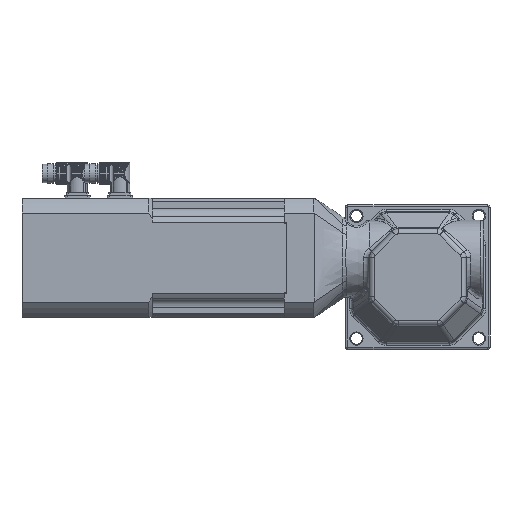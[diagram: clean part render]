
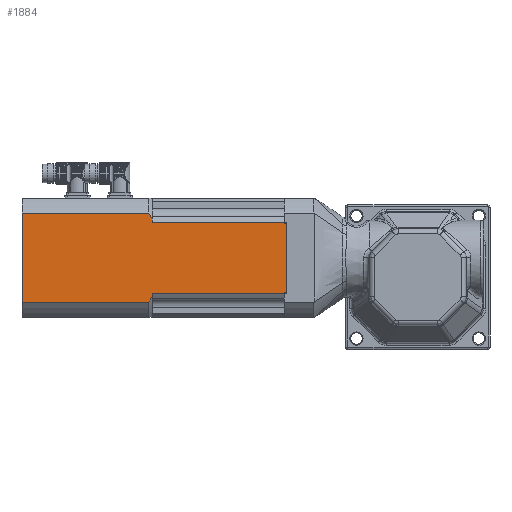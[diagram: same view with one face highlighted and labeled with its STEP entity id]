
A CAD part, left-side view. The second image highlights one B-rep face of the part: STEP entity #1884.
In plain terms, the highlighted planar face has unit normal (-1, 0, 0).
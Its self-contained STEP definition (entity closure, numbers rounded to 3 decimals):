
#1884=ADVANCED_FACE('',(#2987),#2812,.T.);
#2812=PLANE('',#14674);
#2987=FACE_OUTER_BOUND('',#3853,.T.);
#3853=EDGE_LOOP('',(#5627,#5628,#5629,#5630,#5631,#5632,#5633,#5634,#5635,
#5636));
#4915=B_SPLINE_CURVE_WITH_KNOTS('',3,(#19855,#19856,#19857,#19858),.UNSPECIFIED.,
.F.,.F.,(4,4),(0.,1.),.UNSPECIFIED.);
#4916=B_SPLINE_CURVE_WITH_KNOTS('',3,(#19870,#19871,#19872,#19873),.UNSPECIFIED.,
.F.,.F.,(4,4),(0.,1.),.UNSPECIFIED.);
#5627=ORIENTED_EDGE('',*,*,#11257,.T.);
#5628=ORIENTED_EDGE('',*,*,#11258,.T.);
#5629=ORIENTED_EDGE('',*,*,#11259,.T.);
#5630=ORIENTED_EDGE('',*,*,#11260,.F.);
#5631=ORIENTED_EDGE('',*,*,#11261,.T.);
#5632=ORIENTED_EDGE('',*,*,#11262,.F.);
#5633=ORIENTED_EDGE('',*,*,#11263,.T.);
#5634=ORIENTED_EDGE('',*,*,#11264,.T.);
#5635=ORIENTED_EDGE('',*,*,#11265,.T.);
#5636=ORIENTED_EDGE('',*,*,#11266,.F.);
#9891=VERTEX_POINT('',#19853);
#9892=VERTEX_POINT('',#19854);
#9893=VERTEX_POINT('',#19859);
#9894=VERTEX_POINT('',#19861);
#9895=VERTEX_POINT('',#19863);
#9896=VERTEX_POINT('',#19865);
#9897=VERTEX_POINT('',#19867);
#9898=VERTEX_POINT('',#19869);
#9899=VERTEX_POINT('',#19874);
#9900=VERTEX_POINT('',#19876);
#11257=EDGE_CURVE('',#9891,#9892,#13389,.T.);
#11258=EDGE_CURVE('',#9892,#9893,#4915,.T.);
#11259=EDGE_CURVE('',#9893,#9894,#13390,.T.);
#11260=EDGE_CURVE('',#9895,#9894,#13391,.T.);
#11261=EDGE_CURVE('',#9895,#9896,#13392,.T.);
#11262=EDGE_CURVE('',#9897,#9896,#13393,.T.);
#11263=EDGE_CURVE('',#9897,#9898,#13394,.T.);
#11264=EDGE_CURVE('',#9898,#9899,#4916,.T.);
#11265=EDGE_CURVE('',#9899,#9900,#13395,.T.);
#11266=EDGE_CURVE('',#9891,#9900,#13396,.T.);
#13389=LINE('',#19852,#14031);
#13390=LINE('',#19860,#14032);
#13391=LINE('',#19862,#14033);
#13392=LINE('',#19864,#14034);
#13393=LINE('',#19866,#14035);
#13394=LINE('',#19868,#14036);
#13395=LINE('',#19875,#14037);
#13396=LINE('',#19877,#14038);
#14031=VECTOR('',#16187,1.);
#14032=VECTOR('',#16188,1.);
#14033=VECTOR('',#16189,1.);
#14034=VECTOR('',#16190,1.);
#14035=VECTOR('',#16191,1.);
#14036=VECTOR('',#16192,1.);
#14037=VECTOR('',#16193,1.);
#14038=VECTOR('',#16194,1.);
#14674=AXIS2_PLACEMENT_3D('',#19878,#16195,#16196);
#16187=DIRECTION('',(0.,-1.,0.));
#16188=DIRECTION('',(0.,0.,1.));
#16189=DIRECTION('',(0.,1.,0.));
#16190=DIRECTION('',(0.,0.,1.));
#16191=DIRECTION('',(0.,-1.,0.));
#16192=DIRECTION('',(0.,0.,1.));
#16193=DIRECTION('',(0.,1.,0.));
#16194=DIRECTION('',(0.,0.,1.));
#16195=DIRECTION('',(-1.,0.,0.));
#16196=DIRECTION('',(0.,0.,1.));
#19852=CARTESIAN_POINT('',(-35.,157.5,-17.5));
#19853=CARTESIAN_POINT('',(-35.,310.5,-17.5));
#19854=CARTESIAN_POINT('',(-35.,161.5,-17.5));
#19855=CARTESIAN_POINT('',(-35.,161.5,-17.5));
#19856=CARTESIAN_POINT('',(-35.,160.12,-15.201));
#19857=CARTESIAN_POINT('',(-35.,158.784,-12.876));
#19858=CARTESIAN_POINT('',(-35.,157.5,-10.522));
#19859=CARTESIAN_POINT('',(-35.,157.5,-10.522));
#19860=CARTESIAN_POINT('',(-35.,157.5,-35.));
#19861=CARTESIAN_POINT('',(-35.,157.5,-6.74));
#19862=CARTESIAN_POINT('',(-35.,157.5,-6.74));
#19863=CARTESIAN_POINT('',(-35.,-0.5,-6.74));
#19864=CARTESIAN_POINT('',(-35.,-0.5,-35.));
#19865=CARTESIAN_POINT('',(-35.,-0.5,76.74));
#19866=CARTESIAN_POINT('',(-35.,157.5,76.74));
#19867=CARTESIAN_POINT('',(-35.,157.5,76.74));
#19868=CARTESIAN_POINT('',(-35.,157.5,-35.));
#19869=CARTESIAN_POINT('',(-35.,157.5,80.522));
#19870=CARTESIAN_POINT('',(-35.,157.5,80.522));
#19871=CARTESIAN_POINT('',(-35.,158.784,82.876));
#19872=CARTESIAN_POINT('',(-35.,160.12,85.201));
#19873=CARTESIAN_POINT('',(-35.,161.5,87.5));
#19874=CARTESIAN_POINT('',(-35.,161.5,87.5));
#19875=CARTESIAN_POINT('',(-35.,157.5,87.5));
#19876=CARTESIAN_POINT('',(-35.,310.5,87.5));
#19877=CARTESIAN_POINT('',(-35.,310.5,-35.));
#19878=CARTESIAN_POINT('',(-35.,78.5,-35.));
